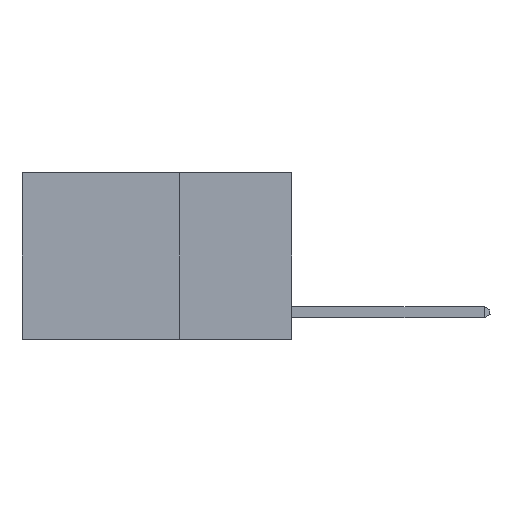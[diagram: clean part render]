
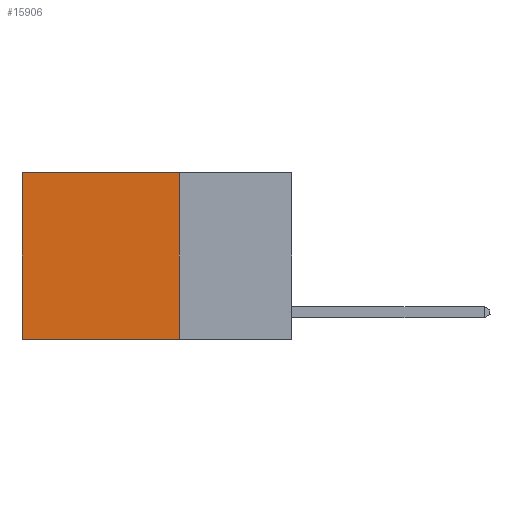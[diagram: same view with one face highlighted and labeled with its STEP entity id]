
A CAD part, left-side view. The second image highlights one B-rep face of the part: STEP entity #15906.
In plain terms, the highlighted planar face has unit normal (-1, 0, 0).
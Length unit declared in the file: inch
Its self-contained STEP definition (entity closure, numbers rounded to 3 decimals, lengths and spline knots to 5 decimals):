
#322 = AXIS2_PLACEMENT_3D ( 'NONE', #13577, #19382, #2754 ) ;
#743 = DIRECTION ( 'NONE',  ( 0., 1., 0. ) ) ;
#758 = VERTEX_POINT ( 'NONE', #8576 ) ;
#992 = DIRECTION ( 'NONE',  ( 0., 0., -1. ) ) ;
#1081 = CARTESIAN_POINT ( 'NONE',  ( 0.2625, 0.25, 0. ) ) ;
#2754 = DIRECTION ( 'NONE',  ( 0., 0., -1. ) ) ;
#3030 = CARTESIAN_POINT ( 'NONE',  ( 0.2625, 0.25, 0. ) ) ;
#3641 = LINE ( 'NONE', #11443, #4230 ) ;
#4230 = VECTOR ( 'NONE', #743, 39.37008 ) ;
#4539 = VECTOR ( 'NONE', #5392, 39.37008 ) ;
#4574 = LINE ( 'NONE', #18181, #18243 ) ;
#5392 = DIRECTION ( 'NONE',  ( 0., 1., 0. ) ) ;
#5968 = PLANE ( 'NONE',  #322 ) ;
#5992 = LINE ( 'NONE', #17901, #16797 ) ;
#6616 = EDGE_CURVE ( 'NONE', #13686, #758, #5992, .T. ) ;
#8576 = CARTESIAN_POINT ( 'NONE',  ( 0.2625, 0.6, -0.37 ) ) ;
#11119 = ORIENTED_EDGE ( 'NONE', *, *, #19299, .F. ) ;
#11443 = CARTESIAN_POINT ( 'NONE',  ( 0.2625, 0.25, -0.37 ) ) ;
#11750 = EDGE_LOOP ( 'NONE', ( #14761, #11119, #11881, #18880 ) ) ;
#11881 = ORIENTED_EDGE ( 'NONE', *, *, #17269, .F. ) ;
#12865 = CARTESIAN_POINT ( 'NONE',  ( 0.2625, 0.6, 0. ) ) ;
#13452 = VERTEX_POINT ( 'NONE', #13978 ) ;
#13577 = CARTESIAN_POINT ( 'NONE',  ( 0.2625, 0.25, 0. ) ) ;
#13686 = VERTEX_POINT ( 'NONE', #12865 ) ;
#13978 = CARTESIAN_POINT ( 'NONE',  ( 0.2625, 0.25, -0.37 ) ) ;
#14761 = ORIENTED_EDGE ( 'NONE', *, *, #6616, .T. ) ;
#15906 = ADVANCED_FACE ( 'NONE', ( #16679 ), #5968, .F. ) ;
#16451 = VERTEX_POINT ( 'NONE', #3030 ) ;
#16679 = FACE_OUTER_BOUND ( 'NONE', #11750, .T. ) ;
#16797 = VECTOR ( 'NONE', #992, 39.37008 ) ;
#17269 = EDGE_CURVE ( 'NONE', #16451, #13452, #4574, .T. ) ;
#17901 = CARTESIAN_POINT ( 'NONE',  ( 0.2625, 0.6, 0. ) ) ;
#18088 = DIRECTION ( 'NONE',  ( 0., 0., -1. ) ) ;
#18181 = CARTESIAN_POINT ( 'NONE',  ( 0.2625, 0.25, 0. ) ) ;
#18243 = VECTOR ( 'NONE', #18088, 39.37008 ) ;
#18523 = EDGE_CURVE ( 'NONE', #16451, #13686, #19107, .T. ) ;
#18880 = ORIENTED_EDGE ( 'NONE', *, *, #18523, .T. ) ;
#19107 = LINE ( 'NONE', #1081, #4539 ) ;
#19299 = EDGE_CURVE ( 'NONE', #13452, #758, #3641, .T. ) ;
#19382 = DIRECTION ( 'NONE',  ( 1., 0., 0. ) ) ;
